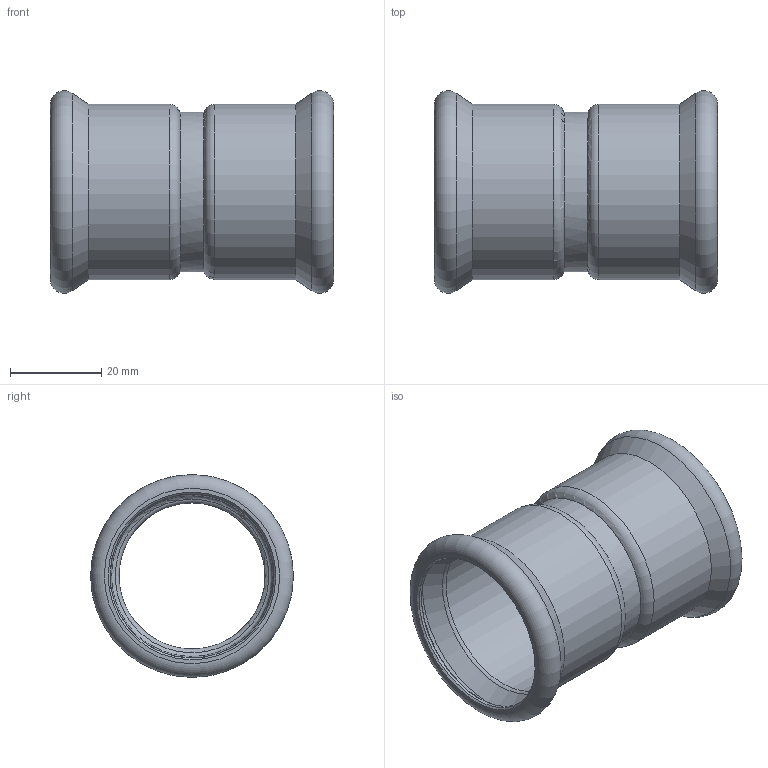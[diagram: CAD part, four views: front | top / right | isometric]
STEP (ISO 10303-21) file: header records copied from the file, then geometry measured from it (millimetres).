
FILE_DESCRIPTION(/* description */ (''),/* implementation_level */ '2;1');
FILE_NAME(/* name */ '44006.stp',/* time_stamp */ '2023-09-08T11:32:37+02:00',/* author */ ('JANAN'),/* organization */ (''),/* preprocessor_version */ 'ST-DEVELOPER v19.2',/* originating_system */ 'Autodesk Inventor 2023',/* authorisation */ '');
FILE_SCHEMA (('AUTOMOTIVE_DESIGN { 1 0 10303 214 3 1 1 }'));
Length unit declared in the file: millimetre
Products named in the file (1): tmpDEA5.tmp
Bounding box: 62 x 44.38 x 44.38 mm (x, y, z)
Volume: 12278.1 mm3; surface area: 16499.5 mm2
Topology: 1 solids, 1 shells, 32 faces, 66 edges, 38 vertices
Faces by surface type: torus 12, cylinder 8, cone 8, plane 4
Full cylindrical faces by diameter (mm): 32 x1, 35 x1, 35.3 x2, 35.9 x2, 38.4 x2
Entity records: 935 total; most frequent: DIRECTION 182, CARTESIAN_POINT 137, ORIENTED_EDGE 132, AXIS2_PLACEMENT_3D 83, EDGE_CURVE 66, CIRCLE 50, VERTEX_POINT 38, EDGE_LOOP 36
